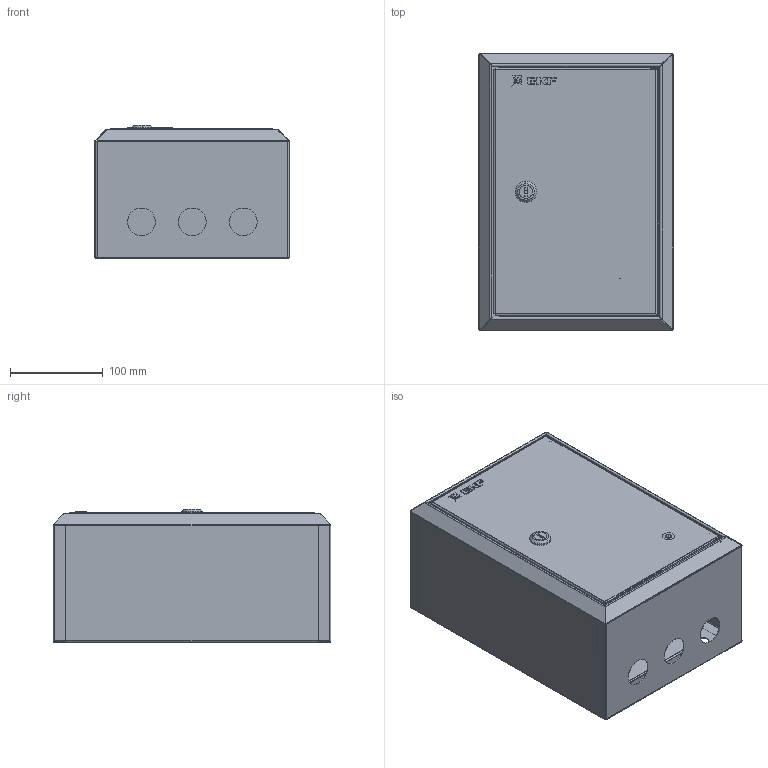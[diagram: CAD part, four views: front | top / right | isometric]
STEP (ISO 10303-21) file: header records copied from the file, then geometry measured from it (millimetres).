
FILE_DESCRIPTION (( 'STEP AP214' ), '1' );
FILE_NAME ('ﾙﾌﾏ-30.21.14 IP31 EKF ﾌﾈ-662.STEP', '2017-08-30T06:18:00', ( 'Admin' ), ( '' ), 'SwSTEP 2.0', 'SolidWorks 2017', '' );
FILE_SCHEMA (( 'AUTOMOTIVE_DESIGN' ));
Length unit declared in the file: millimetre
Products named in the file (26): Âíóòðåííåå òåëî çàìêà; Ãàéêà; ﾙﾌﾏ-30.21.14 IP31 EKF ﾌﾈ-662; Ïðîêëàäêà ìåòàëëè÷åñêàÿ 2; pan head cross recess screw_din_ISO 7045 - M4 x 6 - Z --- 6N; Ïðîêëàäêà; Washer 6402_3_gost_丐ｩ｡ 2 6 ヮ葬 6402-70; 哏铌; Ïðîêëàäêà ìåòàëëè÷åñêàÿ; Òåëî çàìêà; Çàêëåïêà öèëèíäðè÷åñêàÿ Ì4 ÑÒ-Á ñ âíóòðåííåé ðåçüáîé_Œ8; ﾌﾈ-662.02.00.001 ﾄ粢; ÌÈ-662.01.00.000 Êîðïóñ â ñáîðå; ÌÈ-662.00.00.001 Ïàíåëü ìîíòàæíàÿ; ÌÈ-662.01.02.000 Ñòåíêà çàäíÿÿ â ñáîðå; pan head cross recess screw_din_ISO 7045 - M4 x 16 - Z --- 16N; Øïèëüêà îáìåäíåííàÿ Ì6õ20; hex flange nut_din_Hexagon Flange Nut DIN 6923 - M6 - N; ÌÈ-662.01.02.001 Ñòåíêà çàäíÿÿ; ÌÈ-662.02.00.000 Äâåðü â ñáîðå; ÌÈ-662.01.01.000 Ñòåíêà ïðàâàÿ â ñáîðå; 呧蜦 3D; Øïèëüêà Ì6õ12; Çàìîê ïî÷òîâûé; ÌÈ-662.01.01.001 Ñòåíêà ïðàâàÿ_‚¨¤ ¤«ï ç¥àâ¥¦ ; ßçû÷îê 2
Assembly tree (32 placements, depth 4):
  ﾙﾌﾏ-30.21.14 IP31 EKF ﾌﾈ-662
    ÌÈ-662.01.00.000 Êîðïóñ â ñáîðå
      ÌÈ-662.01.01.000 Ñòåíêà ïðàâàÿ â ñáîðå
        ÌÈ-662.01.01.001 Ñòåíêà ïðàâàÿ_‚¨¤ ¤«ï ç¥àâ¥¦ 
        Øïèëüêà Ì6õ12
      ÌÈ-662.01.02.000 Ñòåíêà çàäíÿÿ â ñáîðå
        ÌÈ-662.01.02.001 Ñòåíêà çàäíÿÿ
        Øïèëüêà îáìåäíåííàÿ Ì6õ20  x2
    ÌÈ-662.02.00.000 Äâåðü â ñáîðå
      ﾌﾈ-662.02.00.001 ﾄ粢
      Øïèëüêà Ì6õ12
      Çàêëåïêà öèëèíäðè÷åñêàÿ Ì4 ÑÒ-Á ñ âíóòðåííåé ðåçüáîé_Œ8  x2
      Çàìîê ïî÷òîâûé
        Òåëî çàìêà
        Ïðîêëàäêà ìåòàëëè÷åñêàÿ
        哏铌
        Washer 6402_3_gost_丐ｩ｡ 2 6 ヮ葬 6402-70
        Ïðîêëàäêà
        pan head cross recess screw_din_ISO 7045 - M4 x 6 - Z --- 6N
        Ïðîêëàäêà ìåòàëëè÷åñêàÿ 2
        Ãàéêà
        Âíóòðåííåå òåëî çàìêà
        ßçû÷îê 2
      呧蜦 3D
    hex flange nut_din_Hexagon Flange Nut DIN 6923 - M6 - N  x4
    pan head cross recess screw_din_ISO 7045 - M4 x 16 - Z --- 16N  x2
    ÌÈ-662.00.00.001 Ïàíåëü ìîíòàæíàÿ
Bounding box: 210 x 300 x 144.58 mm (x, y, z)
Volume: 243710.2 mm3; surface area: 678374.3 mm2
Topology: 34 solids, 34 shells, 1062 faces, 2527 edges, 1557 vertices
Faces by surface type: plane 561, cylinder 211, bspline 168, cone 88, torus 28, sphere 6
Entity records: 27054 total; most frequent: CARTESIAN_POINT 8383, ORIENTED_EDGE 3546, DIRECTION 3337, EDGE_CURVE 1773, AXIS2_PLACEMENT_3D 1114, LINE 1109, VECTOR 1109, VERTEX_POINT 1088
